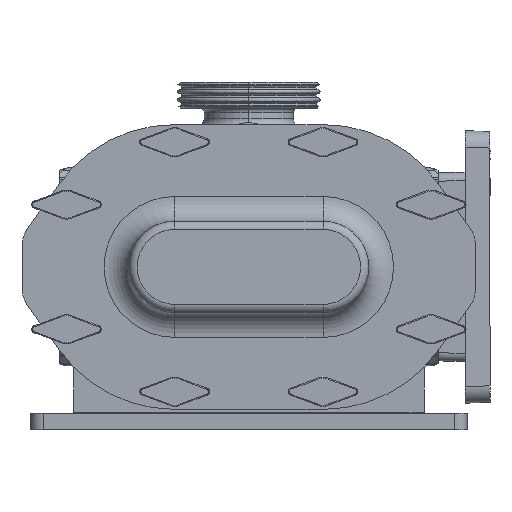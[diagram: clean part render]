
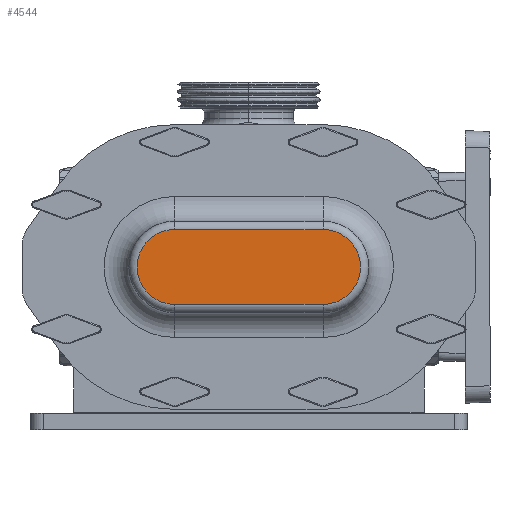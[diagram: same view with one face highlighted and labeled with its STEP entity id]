
A CAD part, left-side view. The second image highlights one B-rep face of the part: STEP entity #4544.
In plain terms, the highlighted planar face has unit normal (-1, 0, 0).
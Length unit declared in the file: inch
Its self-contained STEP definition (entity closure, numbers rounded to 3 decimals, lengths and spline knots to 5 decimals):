
#825 = CARTESIAN_POINT ( 'NONE',  ( -2.21, 2.25, 1.135 ) ) ;
#1257 = CIRCLE ( 'NONE', #15257, 1.135 ) ;
#2044 = AXIS2_PLACEMENT_3D ( 'NONE', #8204, #34002, #5015 ) ;
#2450 = EDGE_CURVE ( 'NONE', #37014, #2606, #28364, .T. ) ;
#2606 = VERTEX_POINT ( 'NONE', #825 ) ;
#3265 = CARTESIAN_POINT ( 'NONE',  ( -2.21, -2.25, -1.135 ) ) ;
#4544 = ADVANCED_FACE ( 'NONE', ( #11371 ), #24240, .T. ) ;
#4836 = DIRECTION ( 'NONE',  ( -1., 0., 0. ) ) ;
#5015 = DIRECTION ( 'NONE',  ( 0., 0., 1. ) ) ;
#5723 = VERTEX_POINT ( 'NONE', #35484 ) ;
#7807 = ORIENTED_EDGE ( 'NONE', *, *, #2450, .T. ) ;
#8204 = CARTESIAN_POINT ( 'NONE',  ( -2.21, 2.25, 0. ) ) ;
#10266 = LINE ( 'NONE', #3265, #29735 ) ;
#10458 = DIRECTION ( 'NONE',  ( 0., -1., 0. ) ) ;
#11346 = CARTESIAN_POINT ( 'NONE',  ( -2.21, 2.25, 0. ) ) ;
#11371 = FACE_OUTER_BOUND ( 'NONE', #24875, .T. ) ;
#12439 = ORIENTED_EDGE ( 'NONE', *, *, #39821, .T. ) ;
#12534 = EDGE_CURVE ( 'NONE', #5723, #23437, #10266, .T. ) ;
#14309 = DIRECTION ( 'NONE',  ( 0., 0., 1. ) ) ;
#15257 = AXIS2_PLACEMENT_3D ( 'NONE', #23222, #4836, #18125 ) ;
#16940 = EDGE_CURVE ( 'NONE', #23437, #37014, #1257, .T. ) ;
#18125 = DIRECTION ( 'NONE',  ( 0., 0., 1. ) ) ;
#18475 = CARTESIAN_POINT ( 'NONE',  ( -2.21, -2.25, -1.135 ) ) ;
#18826 = AXIS2_PLACEMENT_3D ( 'NONE', #11346, #36569, #14309 ) ;
#18995 = CARTESIAN_POINT ( 'NONE',  ( -2.21, -2.25, 1.135 ) ) ;
#23222 = CARTESIAN_POINT ( 'NONE',  ( -2.21, -2.25, 0. ) ) ;
#23437 = VERTEX_POINT ( 'NONE', #18475 ) ;
#24240 = PLANE ( 'NONE',  #2044 ) ;
#24875 = EDGE_LOOP ( 'NONE', ( #7807, #12439, #25946, #39616 ) ) ;
#25836 = VECTOR ( 'NONE', #38730, 39.37008 ) ;
#25946 = ORIENTED_EDGE ( 'NONE', *, *, #12534, .T. ) ;
#28364 = LINE ( 'NONE', #28776, #25836 ) ;
#28776 = CARTESIAN_POINT ( 'NONE',  ( -2.21, 2.25, 1.135 ) ) ;
#29735 = VECTOR ( 'NONE', #10458, 39.37008 ) ;
#34002 = DIRECTION ( 'NONE',  ( -1., 0., 0. ) ) ;
#35484 = CARTESIAN_POINT ( 'NONE',  ( -2.21, 2.25, -1.135 ) ) ;
#36569 = DIRECTION ( 'NONE',  ( -1., 0., 0. ) ) ;
#37014 = VERTEX_POINT ( 'NONE', #18995 ) ;
#37104 = CIRCLE ( 'NONE', #18826, 1.135 ) ;
#38730 = DIRECTION ( 'NONE',  ( 0., 1., 0. ) ) ;
#39616 = ORIENTED_EDGE ( 'NONE', *, *, #16940, .T. ) ;
#39821 = EDGE_CURVE ( 'NONE', #2606, #5723, #37104, .T. ) ;
